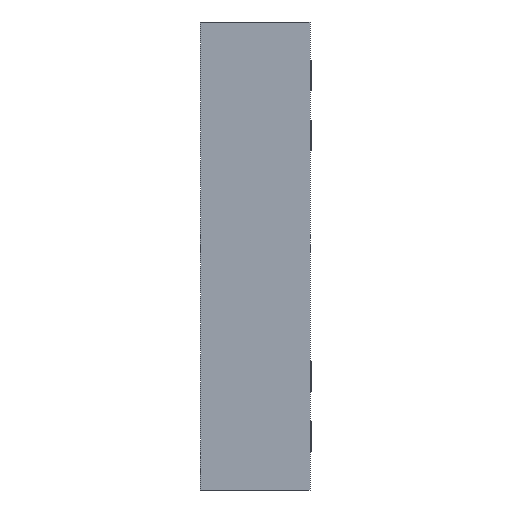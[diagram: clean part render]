
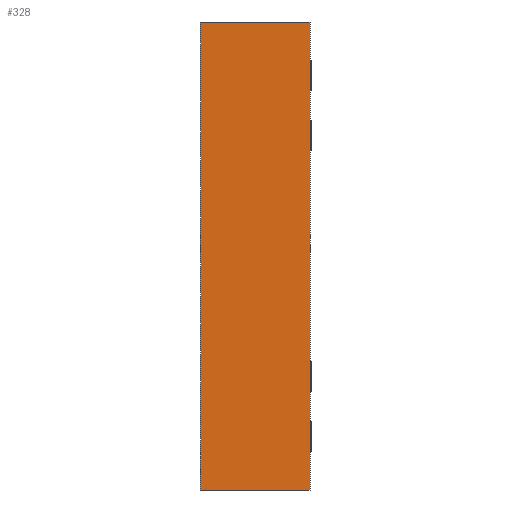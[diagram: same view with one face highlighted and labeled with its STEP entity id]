
A CAD part, left-side view. The second image highlights one B-rep face of the part: STEP entity #328.
In plain terms, the highlighted planar face has unit normal (-1, 0, 0).
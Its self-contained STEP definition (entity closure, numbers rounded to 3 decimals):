
#20 = EDGE_CURVE ( 'NONE', #94, #98, #683, .T. ) ;
#21 = EDGE_CURVE ( 'NONE', #98, #123, #684, .T. ) ;
#41 = EDGE_CURVE ( 'NONE', #342, #123, #720, .T. ) ;
#65 = EDGE_CURVE ( 'NONE', #94, #342, #770, .T. ) ;
#94 = VERTEX_POINT ( 'NONE', #824 ) ;
#98 = VERTEX_POINT ( 'NONE', #828 ) ;
#123 = VERTEX_POINT ( 'NONE', #852 ) ;
#163 = DIRECTION ( 'NONE',  ( 0., 0., 1. ) ) ;
#170 = DIRECTION ( 'NONE',  ( 0., -1., 0. ) ) ;
#173 = CARTESIAN_POINT ( 'NONE',  ( -8.5, 3.65, 7.8 ) ) ;
#176 = CARTESIAN_POINT ( 'NONE',  ( -8.5, 3.65, 7.8 ) ) ;
#208 = CARTESIAN_POINT ( 'NONE',  ( -8.5, 0., 7.8 ) ) ;
#213 = DIRECTION ( 'NONE',  ( 0., 0., 1. ) ) ;
#262 = CARTESIAN_POINT ( 'NONE',  ( -8.5, 3.65, -7.8 ) ) ;
#263 = DIRECTION ( 'NONE',  ( 0., -1., 0. ) ) ;
#328 = ADVANCED_FACE ( 'NONE', ( #1767 ), #1472, .F. ) ;
#342 = VERTEX_POINT ( 'NONE', #1578 ) ;
#400 = EDGE_LOOP ( 'NONE', ( #461, #462, #463, #464 ) ) ;
#461 = ORIENTED_EDGE ( 'NONE', *, *, #41, .T. ) ;
#462 = ORIENTED_EDGE ( 'NONE', *, *, #21, .F. ) ;
#463 = ORIENTED_EDGE ( 'NONE', *, *, #20, .F. ) ;
#464 = ORIENTED_EDGE ( 'NONE', *, *, #65, .T. ) ;
#683 = LINE ( 'NONE', #173, #687 ) ;
#684 = LINE ( 'NONE', #176, #689 ) ;
#687 = VECTOR ( 'NONE', #163, 1000. ) ;
#689 = VECTOR ( 'NONE', #170, 1000. ) ;
#720 = LINE ( 'NONE', #208, #727 ) ;
#727 = VECTOR ( 'NONE', #213, 1000. ) ;
#770 = LINE ( 'NONE', #262, #773 ) ;
#773 = VECTOR ( 'NONE', #263, 1000. ) ;
#824 = CARTESIAN_POINT ( 'NONE',  ( -8.5, 3.65, -7.8 ) ) ;
#828 = CARTESIAN_POINT ( 'NONE',  ( -8.5, 3.65, 7.8 ) ) ;
#852 = CARTESIAN_POINT ( 'NONE',  ( -8.5, 0., 7.8 ) ) ;
#1472 = PLANE ( 'NONE',  #1674 ) ;
#1473 = CARTESIAN_POINT ( 'NONE',  ( -8.5, 3.65, 7.8 ) ) ;
#1478 = DIRECTION ( 'NONE',  ( 1., 0., 0. ) ) ;
#1479 = DIRECTION ( 'NONE',  ( 0., 0., -1. ) ) ;
#1578 = CARTESIAN_POINT ( 'NONE',  ( -8.5, 0., -7.8 ) ) ;
#1674 = AXIS2_PLACEMENT_3D ( 'NONE', #1473, #1478, #1479 ) ;
#1767 = FACE_OUTER_BOUND ( 'NONE', #400, .T. ) ;
